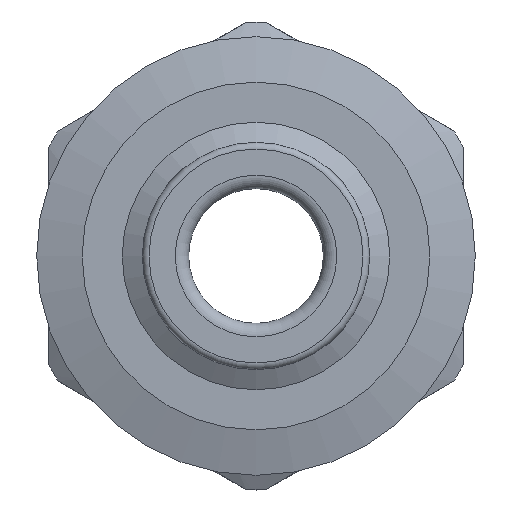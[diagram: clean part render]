
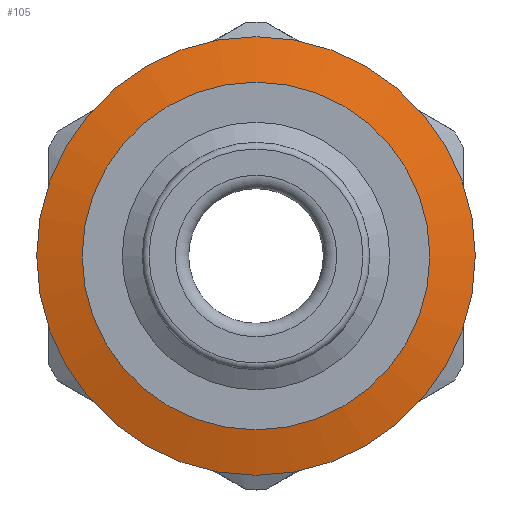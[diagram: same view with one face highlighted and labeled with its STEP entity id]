
A CAD part, left-side view. The second image highlights one B-rep face of the part: STEP entity #105.
In plain terms, the highlighted conical face has half-angle 75 degrees and reference radius 16.4 mm.
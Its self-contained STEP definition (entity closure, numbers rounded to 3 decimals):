
#105 = ADVANCED_FACE( '', ( #218, #219 ), #220, .T. );
#218 = FACE_BOUND( '', #380, .T. );
#219 = FACE_OUTER_BOUND( '', #381, .T. );
#220 = CONICAL_SURFACE( '', #382, 16.4, 1.309 );
#380 = EDGE_LOOP( '', ( #741 ) );
#381 = EDGE_LOOP( '', ( #742 ) );
#382 = AXIS2_PLACEMENT_3D( '', #743, #744, #745 );
#741 = ORIENTED_EDGE( '', *, *, #1163, .T. );
#742 = ORIENTED_EDGE( '', *, *, #1164, .F. );
#743 = CARTESIAN_POINT( '', ( -4.389, 0., 0. ) );
#744 = DIRECTION( '', ( 1., 0., 0. ) );
#745 = DIRECTION( '', ( 0., 0., -1. ) );
#1163 = EDGE_CURVE( '', #1439, #1439, #1440, .T. );
#1164 = EDGE_CURVE( '', #1441, #1441, #1442, .T. );
#1439 = VERTEX_POINT( '', #2074 );
#1440 = CIRCLE( '', #2075, 13. );
#1441 = VERTEX_POINT( '', #2076 );
#1442 = CIRCLE( '', #2077, 16.4 );
#2074 = CARTESIAN_POINT( '', ( -5.3, 0., -13. ) );
#2075 = AXIS2_PLACEMENT_3D( '', #2354, #2355, #2356 );
#2076 = CARTESIAN_POINT( '', ( -4.389, 0., -16.4 ) );
#2077 = AXIS2_PLACEMENT_3D( '', #2357, #2358, #2359 );
#2354 = CARTESIAN_POINT( '', ( -5.3, 0., 0. ) );
#2355 = DIRECTION( '', ( 1., 0., 0. ) );
#2356 = DIRECTION( '', ( 0., 0., -1. ) );
#2357 = CARTESIAN_POINT( '', ( -4.389, 0., 0. ) );
#2358 = DIRECTION( '', ( 1., 0., 0. ) );
#2359 = DIRECTION( '', ( 0., 0., -1. ) );
